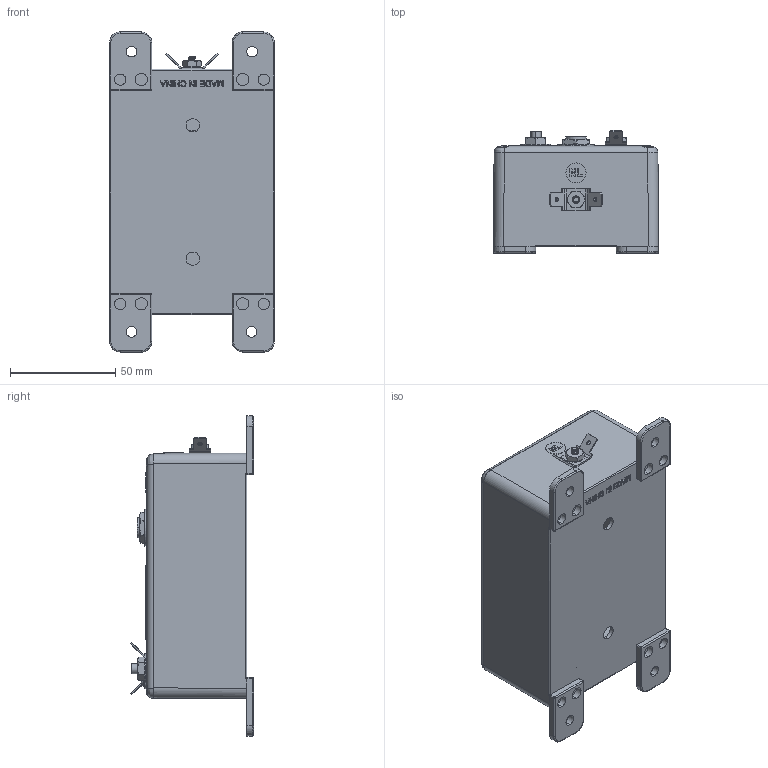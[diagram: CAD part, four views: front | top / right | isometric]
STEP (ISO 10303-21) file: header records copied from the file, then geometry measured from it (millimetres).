
FILE_DESCRIPTION (( 'STEP AP214' ), '1' );
FILE_NAME ('A82-00-0109-E.STEP', '2019-01-28T17:11:44', ( '' ), ( '' ), 'SwSTEP 2.0', 'SolidWorks 2018', '' );
FILE_SCHEMA (( 'AUTOMOTIVE_DESIGN' ));
Length unit declared in the file: inch
Products named in the file (61): 105-400-004; 105-400-006; 101-400-020; 101-400-025; 2102-274; 824-000-042(1); A82-00-0109-E; 113-100-008; Insert^289-000-100; 101-400-019; 270-000-133; 687-500-011; 270-000-093; 687-500-006; 289-000-100; 111-400-007; 113-400-001; 270-000-037; 313-000-051; Box^289-000-100; 270-000-087; 824-000-042(2); 289-000-101; 105-400-012; 270-000-091; 824-000-042; 824-000-050; 113-400-003; 2102-274_2102-274
Assembly tree (38 placements, depth 3):
  105-400-006
  2102-274
  A82-00-0109-E
    101-400-025
    105-400-004
    105-400-012
    101-400-020
  113-100-008
  A82-00-0109-E
    289-000-100
      Box^289-000-100
      Insert^289-000-100  x4
    289-000-101
    270-000-037
    2102-274_2102-274  x4
    270-000-087
    313-000-051
    113-100-008
    105-400-012
    824-000-042
      824-000-042(1)
      824-000-042(2)
      824-000-050
    111-400-007
    105-400-006  x2
    101-400-025
    101-400-019
    687-500-006
    113-400-001
    105-400-004
    101-400-020
    270-000-133
    687-500-011
    113-400-003
    270-000-093
    270-000-091
Bounding box: 78.44 x 58.56 x 152.37 mm (x, y, z)
Volume: 98572.7 mm3; surface area: 92447.8 mm2
Topology: 32 solids, 32 shells, 4092 faces, 10745 edges, 6977 vertices
Faces by surface type: plane 2174, cylinder 727, bspline 689, cone 470, sphere 22, torus 10
Entity records: 178103 total; most frequent: CARTESIAN_POINT 68095, ORIENTED_EDGE 18630, DIRECTION 13803, EDGE_CURVE 9315, LINE 6437, VECTOR 6437, VERTEX_POINT 6108, EDGE_LOOP 3869
